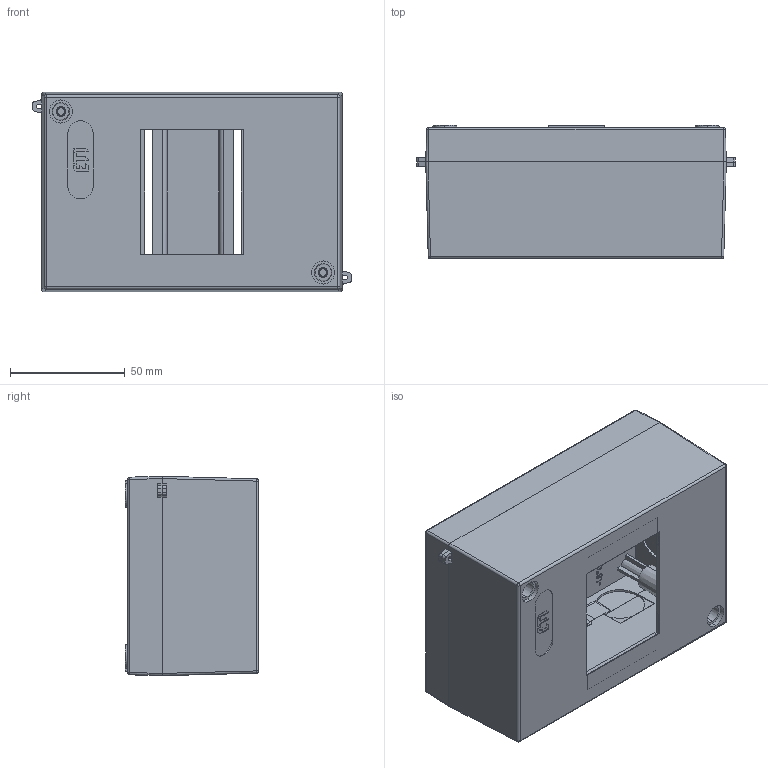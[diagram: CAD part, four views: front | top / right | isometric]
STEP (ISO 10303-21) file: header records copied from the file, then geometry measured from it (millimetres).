
FILE_DESCRIPTION((''),'2;1');
FILE_NAME('BOTTOM_3_1_V7_ASM','2021-03-19T',('marketing.praksa'),('Audax d.o.o.'),'CREO PARAMETRIC BY PTC INC, 2017480','CREO PARAMETRIC BY PTC INC, 2017480','');
FILE_SCHEMA(('AUTOMOTIVE_DESIGN { 1 0 10303 214 1 1 1 1 }'));
Length unit declared in the file: millimetre
Products named in the file (6): ETI_LOGO_1_1_1_1_1_1_1_2_3_4__1; ETI_LOGO_2_1_1_1_1_1_1_2_3_4__1; ETI_LOGO_3_1_1_1_1_1_1_2_3_4__1; TOP_V1; BOTTOM_3_1_V10; BOTTOM_3_1_V7_ASM
Assembly tree (5 placements, depth 2):
  BOTTOM_3_1_V7_ASM
    ETI_LOGO_1_1_1_1_1_1_1_2_3_4__1
    ETI_LOGO_2_1_1_1_1_1_1_2_3_4__1
    ETI_LOGO_3_1_1_1_1_1_1_2_3_4__1
    TOP_V1
    BOTTOM_3_1_V10
Bounding box: 138.7 x 58 x 86.7 mm (x, y, z)
Volume: 86594.1 mm3; surface area: 95769.8 mm2
Topology: 5 solids, 5 shells, 760 faces, 2150 edges, 1427 vertices
Faces by surface type: plane 530, cylinder 131, cone 62, extrusion 18, bspline 15, sphere 4
Entity records: 38222 total; most frequent: CARTESIAN_POINT 6237, ORIENTED_EDGE 4290, DIRECTION 3917, PRESENTATION_STYLE_ASSIGNMENT 2928, STYLED_ITEM 2928, CURVE_STYLE 2163, EDGE_CURVE 2145, VECTOR 1507
